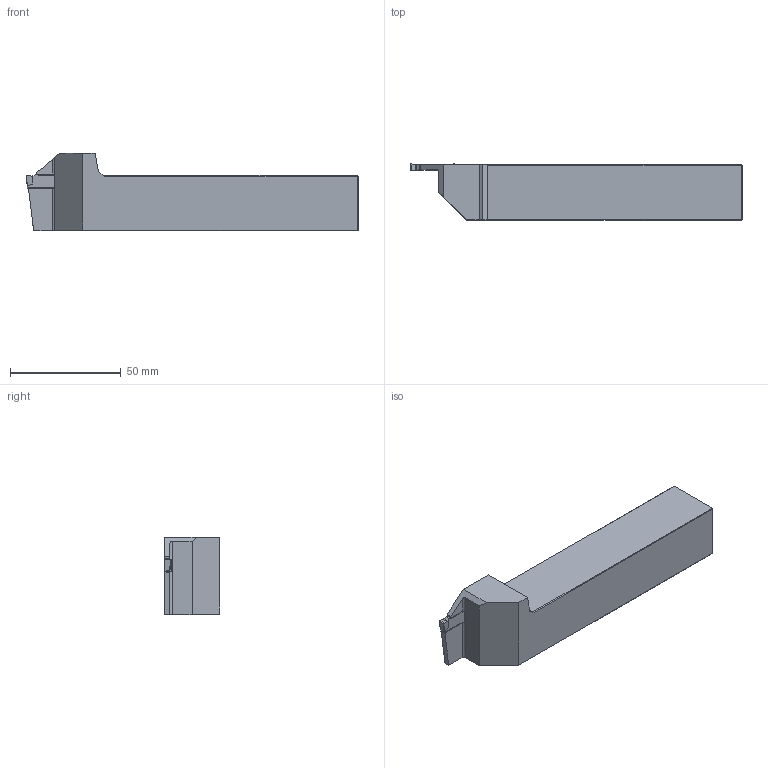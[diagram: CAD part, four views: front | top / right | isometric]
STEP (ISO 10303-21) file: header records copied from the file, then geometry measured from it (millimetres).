
FILE_DESCRIPTION(/* description */ (''),/* implementation_level */ '2;1');
FILE_NAME(/* name */ 'ADKT-I-L-2525-3-T12.stp',/* time_stamp */ '2023-10-16T23:26:40+03:00',/* author */ (''),/* organization */ (''),/* preprocessor_version */ 'ST-DEVELOPER v19.4',/* originating_system */ 'SIEMENS PLM Software NX2306.3001',/* authorisation */ '');
FILE_SCHEMA (('AUTOMOTIVE_DESIGN { 1 0 10303 214 3 1 1 1 }'));
Length unit declared in the file: millimetre
Products named in the file (1): ADKT-I-R-2525-3-T12-light
Bounding box: 150 x 25.29 x 35 mm (x, y, z)
Volume: 88369.1 mm3; surface area: 16194.6 mm2
Topology: 2 solids, 2 shells, 64 faces, 164 edges, 104 vertices
Faces by surface type: plane 52, cylinder 12
Entity records: 1991 total; most frequent: CARTESIAN_POINT 393, ORIENTED_EDGE 328, DIRECTION 320, EDGE_CURVE 164, LINE 130, VECTOR 130, VERTEX_POINT 104, AXIS2_PLACEMENT_3D 95
